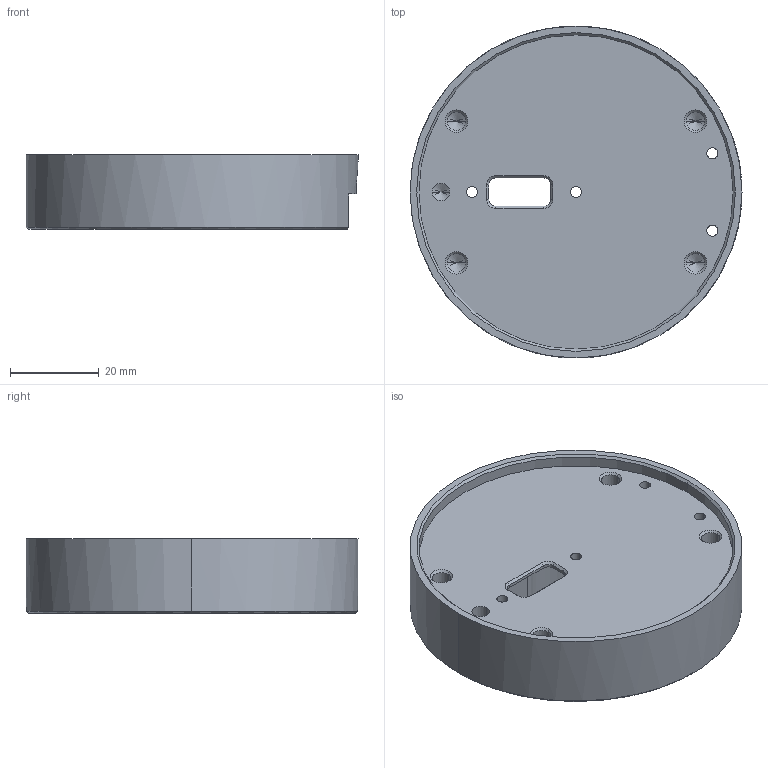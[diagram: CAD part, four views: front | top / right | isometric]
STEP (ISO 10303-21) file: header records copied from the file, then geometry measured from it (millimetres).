
FILE_DESCRIPTION (( 'STEP AP214' ), '1' );
FILE_NAME ('W-010-B.STEP', '2020-02-13T14:12:42', ( '' ), ( '' ), 'SwSTEP 2.0', 'SolidWorks 2019', '' );
FILE_SCHEMA (( 'AUTOMOTIVE_DESIGN' ));
Length unit declared in the file: millimetre
Products named in the file (1): W-010-B
Bounding box: 75 x 75 x 16.9 mm (x, y, z)
Volume: 50313.6 mm3; surface area: 15473.1 mm2
Topology: 1 solids, 1 shells, 119 faces, 308 edges, 189 vertices
Faces by surface type: cylinder 55, plane 34, cone 30
Entity records: 4026 total; most frequent: CARTESIAN_POINT 672, DIRECTION 661, ORIENTED_EDGE 596, EDGE_CURVE 298, AXIS2_PLACEMENT_3D 251, VERTEX_POINT 189, LINE 159, VECTOR 159
